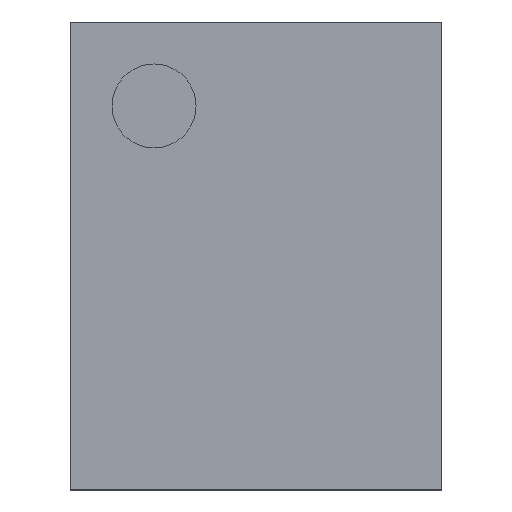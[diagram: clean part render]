
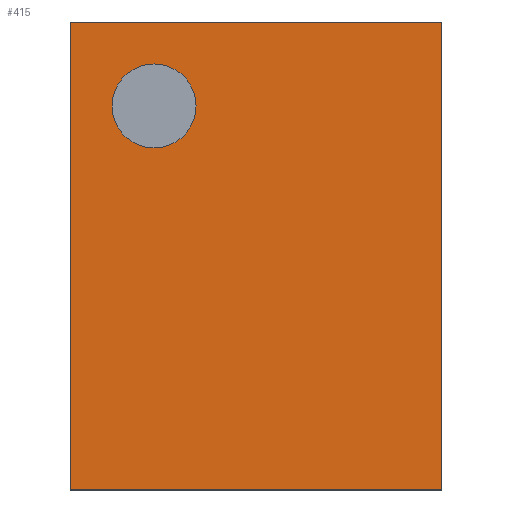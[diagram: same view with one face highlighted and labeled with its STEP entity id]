
A CAD part, top view. The second image highlights one B-rep face of the part: STEP entity #415.
In plain terms, the highlighted planar face has unit normal (0, 0, 1).
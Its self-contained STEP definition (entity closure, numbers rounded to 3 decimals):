
#18=LINE($,#740,#30);
#21=LINE($,#746,#33);
#24=LINE($,#752,#36);
#27=LINE($,#756,#39);
#30=VECTOR($,#601,1.55);
#33=VECTOR($,#606,1.95);
#36=VECTOR($,#611,1.55);
#39=VECTOR($,#616,1.95);
#46=PLANE($,#509);
#55=FACE_BOUND($,#144,.T.);
#101=FACE_OUTER_BOUND($,#143,.T.);
#143=EDGE_LOOP($,(#208,#209,#210,#211));
#144=EDGE_LOOP($,(#212));
#208=ORIENTED_EDGE($,*,*,#269,.T.);
#209=ORIENTED_EDGE($,*,*,#266,.T.);
#210=ORIENTED_EDGE($,*,*,#263,.T.);
#211=ORIENTED_EDGE($,*,*,#260,.T.);
#212=ORIENTED_EDGE($,*,*,#252,.T.);
#252=EDGE_CURVE($,#299,#299,#350,.T.);
#260=EDGE_CURVE($,#308,#307,#18,.T.);
#263=EDGE_CURVE($,#310,#308,#21,.T.);
#266=EDGE_CURVE($,#312,#310,#24,.T.);
#269=EDGE_CURVE($,#307,#312,#27,.T.);
#299=VERTEX_POINT($,#715);
#307=VERTEX_POINT($,#737);
#308=VERTEX_POINT($,#739);
#310=VERTEX_POINT($,#745);
#312=VERTEX_POINT($,#751);
#350=CIRCLE($,#492,0.175);
#415=ADVANCED_FACE($,(#101,#55),#46,.T.);
#492=AXIS2_PLACEMENT_3D($,#716,#573,#574);
#509=AXIS2_PLACEMENT_3D($,#758,#619,#620);
#573=DIRECTION('center_axis',(0.,0.,-1.));
#574=DIRECTION('ref_axis',(-1.,0.,0.));
#601=DIRECTION($,(-1.,0.,0.));
#606=DIRECTION($,(0.,1.,0.));
#611=DIRECTION($,(1.,0.,0.));
#616=DIRECTION($,(0.,-1.,0.));
#619=DIRECTION('center_axis',(0.,0.,1.));
#620=DIRECTION('ref_axis',(1.,0.,0.));
#715=CARTESIAN_POINT('',(-0.25,0.625,0.5));
#716=CARTESIAN_POINT('Origin',(-0.425,0.625,0.5));
#737=CARTESIAN_POINT('',(-0.775,0.975,0.5));
#739=CARTESIAN_POINT('',(0.775,0.975,0.5));
#740=CARTESIAN_POINT($,(0.345,0.975,0.5));
#745=CARTESIAN_POINT('',(0.775,-0.975,0.5));
#746=CARTESIAN_POINT($,(0.775,-0.545,0.5));
#751=CARTESIAN_POINT('',(-0.775,-0.975,0.5));
#752=CARTESIAN_POINT($,(-0.345,-0.975,0.5));
#756=CARTESIAN_POINT($,(-0.775,0.545,0.5));
#758=CARTESIAN_POINT('Origin',(-0.2,0.4,0.5));
